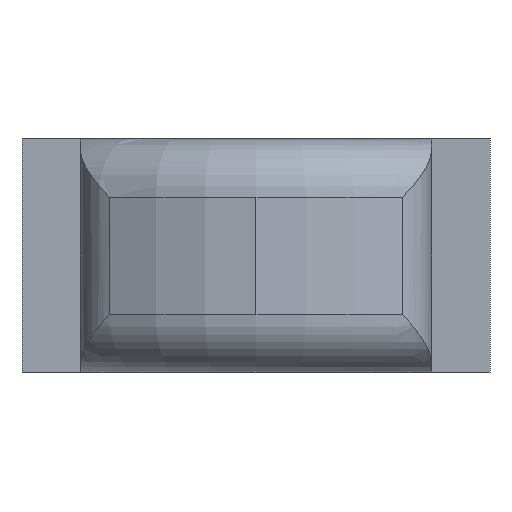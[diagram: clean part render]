
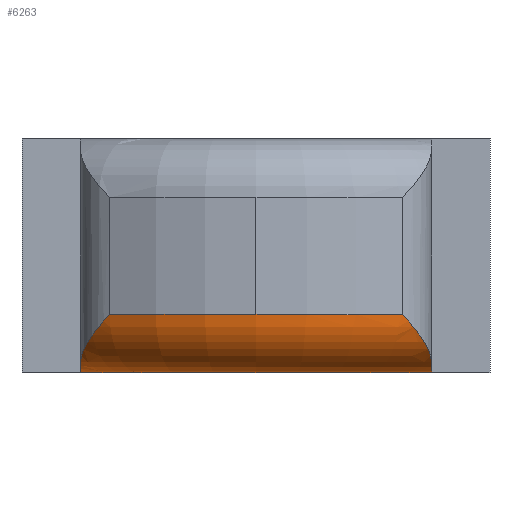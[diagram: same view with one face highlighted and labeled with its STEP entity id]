
A CAD part, left-side view. The second image highlights one B-rep face of the part: STEP entity #6263.
In plain terms, the highlighted toroidal (fillet/blend) face has major radius 2 mm and minor radius 0.5 mm.
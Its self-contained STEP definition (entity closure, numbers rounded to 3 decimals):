
#1520 = VERTEX_POINT ( 'NONE', #10398 ) ;
#1522 = VERTEX_POINT ( 'NONE', #10399 ) ;
#1526 = VERTEX_POINT ( 'NONE', #10401 ) ;
#1536 = VERTEX_POINT ( 'NONE', #10406 ) ;
#1539 = VERTEX_POINT ( 'NONE', #10408 ) ;
#2785 = EDGE_LOOP ( 'NONE', ( #13087, #13024, #13150, #13130, #12986, #13071, #13127 ) ) ;
#3656 = B_SPLINE_CURVE_WITH_KNOTS ( 'NONE', 3,
 ( #7129, #7130, #7131, #7132, #7133, #7134 ),
 .UNSPECIFIED., .F., .F.,
 ( 4, 2, 4 ),
 ( 0., 0., 0.001 ),
 .UNSPECIFIED. ) ;
#3752 = B_SPLINE_CURVE_WITH_KNOTS ( 'NONE', 3,
 ( #8689, #8747, #8748, #8749, #8750, #8751 ),
 .UNSPECIFIED., .F., .F.,
 ( 4, 2, 4 ),
 ( 0., 0., 0.001 ),
 .UNSPECIFIED. ) ;
#3763 = B_SPLINE_CURVE_WITH_KNOTS ( 'NONE', 3,
 ( #9043, #9050, #9051, #9052 ),
 .UNSPECIFIED., .F., .F.,
 ( 4, 4 ),
 ( 0., 0. ),
 .UNSPECIFIED. ) ;
#3765 = B_SPLINE_CURVE_WITH_KNOTS ( 'NONE', 3,
 ( #9063, #9076, #9077, #9078, #9079, #9080 ),
 .UNSPECIFIED., .F., .F.,
 ( 4, 2, 4 ),
 ( 0., 0., 0. ),
 .UNSPECIFIED. ) ;
#4164 = AXIS2_PLACEMENT_3D ( 'NONE', #7295, #7302, #7303 ) ;
#4264 = FACE_OUTER_BOUND ( 'NONE', #2785, .T. ) ;
#4268 = AXIS2_PLACEMENT_3D ( 'NONE', #7098, #7099, #7100 ) ;
#6263 = ADVANCED_FACE ( 'NONE', ( #4264 ), #11719, .T. ) ;
#6269 = EDGE_CURVE ( 'NONE', #1526, #1539, #3656, .T. ) ;
#6304 = EDGE_CURVE ( 'NONE', #13021, #13018, #11682, .T. ) ;
#7098 = CARTESIAN_POINT ( 'NONE',  ( -0.25, 0., -0.5 ) ) ;
#7099 = DIRECTION ( 'NONE',  ( 0., 0., 1. ) ) ;
#7100 = DIRECTION ( 'NONE',  ( 1., 0., 0. ) ) ;
#7129 = CARTESIAN_POINT ( 'NONE',  ( -1.982, 1.5, -0.906 ) ) ;
#7130 = CARTESIAN_POINT ( 'NONE',  ( -2.081, 1.5, -0.853 ) ) ;
#7131 = CARTESIAN_POINT ( 'NONE',  ( -2.168, 1.472, -0.787 ) ) ;
#7132 = CARTESIAN_POINT ( 'NONE',  ( -2.315, 1.383, -0.648 ) ) ;
#7133 = CARTESIAN_POINT ( 'NONE',  ( -2.374, 1.321, -0.573 ) ) ;
#7134 = CARTESIAN_POINT ( 'NONE',  ( -2.415, 1.25, -0.5 ) ) ;
#7295 = CARTESIAN_POINT ( 'NONE',  ( -0.25, 0., -0.5 ) ) ;
#7302 = DIRECTION ( 'NONE',  ( 0., 0., 1. ) ) ;
#7303 = DIRECTION ( 'NONE',  ( 1., 0., 0. ) ) ;
#8689 = CARTESIAN_POINT ( 'NONE',  ( -1.982, -1.5, -0.906 ) ) ;
#8747 = CARTESIAN_POINT ( 'NONE',  ( -2.081, -1.5, -0.853 ) ) ;
#8748 = CARTESIAN_POINT ( 'NONE',  ( -2.168, -1.472, -0.787 ) ) ;
#8749 = CARTESIAN_POINT ( 'NONE',  ( -2.315, -1.383, -0.648 ) ) ;
#8750 = CARTESIAN_POINT ( 'NONE',  ( -2.374, -1.321, -0.573 ) ) ;
#8751 = CARTESIAN_POINT ( 'NONE',  ( -2.415, -1.25, -0.5 ) ) ;
#9043 = CARTESIAN_POINT ( 'NONE',  ( -1.982, -1.5, -0.906 ) ) ;
#9050 = CARTESIAN_POINT ( 'NONE',  ( -1.857, -1.5, -0.974 ) ) ;
#9051 = CARTESIAN_POINT ( 'NONE',  ( -1.715, -1.5, -1. ) ) ;
#9052 = CARTESIAN_POINT ( 'NONE',  ( -1.573, -1.5, -1. ) ) ;
#9063 = CARTESIAN_POINT ( 'NONE',  ( -1.573, 1.5, -1. ) ) ;
#9076 = CARTESIAN_POINT ( 'NONE',  ( -1.644, 1.5, -1. ) ) ;
#9077 = CARTESIAN_POINT ( 'NONE',  ( -1.714, 1.5, -0.993 ) ) ;
#9078 = CARTESIAN_POINT ( 'NONE',  ( -1.851, 1.5, -0.964 ) ) ;
#9079 = CARTESIAN_POINT ( 'NONE',  ( -1.919, 1.5, -0.94 ) ) ;
#9080 = CARTESIAN_POINT ( 'NONE',  ( -1.982, 1.5, -0.906 ) ) ;
#9084 = CARTESIAN_POINT ( 'NONE',  ( -0.25, 0., -0.5 ) ) ;
#9088 = DIRECTION ( 'NONE',  ( 0., 0., 1. ) ) ;
#9089 = DIRECTION ( 'NONE',  ( 1., 0., 0. ) ) ;
#9090 = CARTESIAN_POINT ( 'NONE',  ( -0.25, 0., -1. ) ) ;
#9091 = DIRECTION ( 'NONE',  ( 0., 0., -1. ) ) ;
#9092 = DIRECTION ( 'NONE',  ( 1., 0., 0. ) ) ;
#10157 = CARTESIAN_POINT ( 'NONE',  ( -2.415, -1.25, -0.5 ) ) ;
#10160 = CARTESIAN_POINT ( 'NONE',  ( -2.75, 0., -0.5 ) ) ;
#10398 = CARTESIAN_POINT ( 'NONE',  ( -1.982, -1.5, -0.906 ) ) ;
#10399 = CARTESIAN_POINT ( 'NONE',  ( -1.573, -1.5, -1. ) ) ;
#10401 = CARTESIAN_POINT ( 'NONE',  ( -1.982, 1.5, -0.906 ) ) ;
#10406 = CARTESIAN_POINT ( 'NONE',  ( -1.573, 1.5, -1. ) ) ;
#10408 = CARTESIAN_POINT ( 'NONE',  ( -2.415, 1.25, -0.5 ) ) ;
#11298 = AXIS2_PLACEMENT_3D ( 'NONE', #9090, #9091, #9092 ) ;
#11314 = AXIS2_PLACEMENT_3D ( 'NONE', #9084, #9088, #9089 ) ;
#11682 = CIRCLE ( 'NONE', #4164, 2.5 ) ;
#11719 = TOROIDAL_SURFACE ( 'NONE', #4268, 2., 0.5 ) ;
#11725 = CIRCLE ( 'NONE', #11298, 2. ) ;
#11726 = CIRCLE ( 'NONE', #11314, 2.5 ) ;
#11928 = EDGE_CURVE ( 'NONE', #1520, #13018, #3752, .T. ) ;
#11992 = EDGE_CURVE ( 'NONE', #1520, #1522, #3763, .T. ) ;
#12000 = EDGE_CURVE ( 'NONE', #1536, #1526, #3765, .T. ) ;
#12003 = EDGE_CURVE ( 'NONE', #1539, #13021, #11726, .T. ) ;
#12004 = EDGE_CURVE ( 'NONE', #1522, #1536, #11725, .T. ) ;
#12986 = ORIENTED_EDGE ( 'NONE', *, *, #12000, .F. ) ;
#13018 = VERTEX_POINT ( 'NONE', #10157 ) ;
#13021 = VERTEX_POINT ( 'NONE', #10160 ) ;
#13024 = ORIENTED_EDGE ( 'NONE', *, *, #6304, .F. ) ;
#13071 = ORIENTED_EDGE ( 'NONE', *, *, #12004, .F. ) ;
#13087 = ORIENTED_EDGE ( 'NONE', *, *, #11928, .T. ) ;
#13127 = ORIENTED_EDGE ( 'NONE', *, *, #11992, .F. ) ;
#13130 = ORIENTED_EDGE ( 'NONE', *, *, #6269, .F. ) ;
#13150 = ORIENTED_EDGE ( 'NONE', *, *, #12003, .F. ) ;
